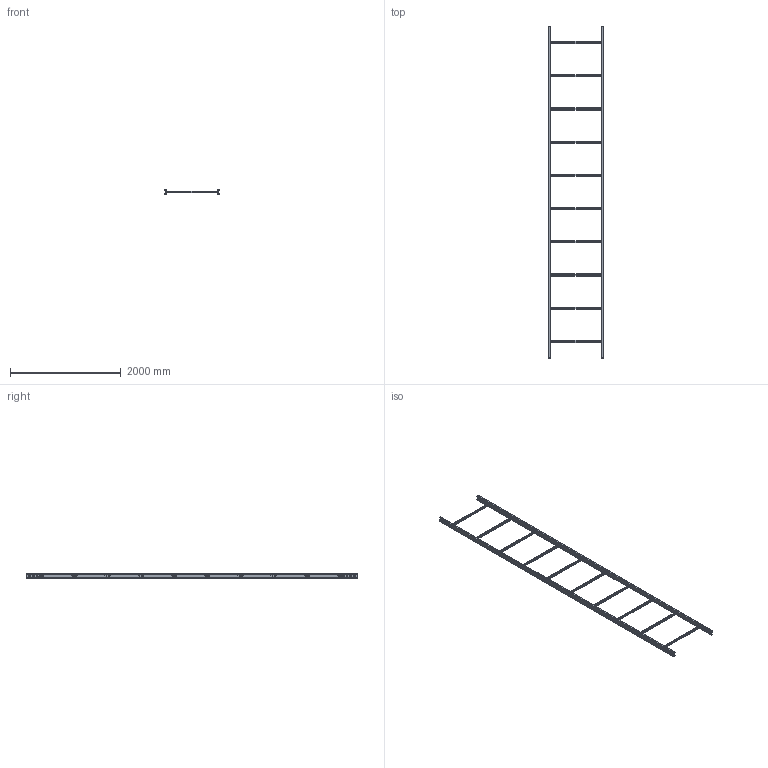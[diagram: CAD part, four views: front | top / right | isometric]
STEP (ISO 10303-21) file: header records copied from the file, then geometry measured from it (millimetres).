
FILE_DESCRIPTION((''),'2;1');
FILE_NAME('6013465_ASM','2012-12-13T',('AndreasKeweloh'),(''),'PRO/ENGINEER BY PARAMETRIC TECHNOLOGY CORPORATION, 2012230','PRO/ENGINEER BY PARAMETRIC TECHNOLOGY CORPORATION, 2012230','');
FILE_SCHEMA(('CONFIG_CONTROL_DESIGN'));
Length unit declared in the file: millimetre
Products named in the file (6): 6013406_REF_L5996_1; 6013406_12_012-004_1; 6013406_REF_CPS_4_4; 6013406_REF_PROFILSPR_ASM_4_ASM; 6013406_REFERENZ_ASM_3_ASM; 6013465_ASM
Assembly tree (16 placements, depth 4):
  6013465_ASM
    6013406_REFERENZ_ASM_3_ASM
      6013406_REF_L5996_1  x2
      6013406_REF_PROFILSPR_ASM_4_ASM  x10
        6013406_12_012-004_1
        6013406_REF_CPS_4_4
Bounding box: 1000 x 5996 x 80 mm (x, y, z)
Volume: 11365127.8 mm3; surface area: 5931388.8 mm2
Topology: 32 solids, 32 shells, 1410 faces, 3448 edges, 2112 vertices
Faces by surface type: plane 986, cylinder 424
Entity records: 5179 total; most frequent: DIRECTION 920, CARTESIAN_POINT 876, ORIENTED_EDGE 832, EDGE_CURVE 416, AXIS2_PLACEMENT_3D 308, VECTOR 304, LINE 304, VERTEX_POINT 264
